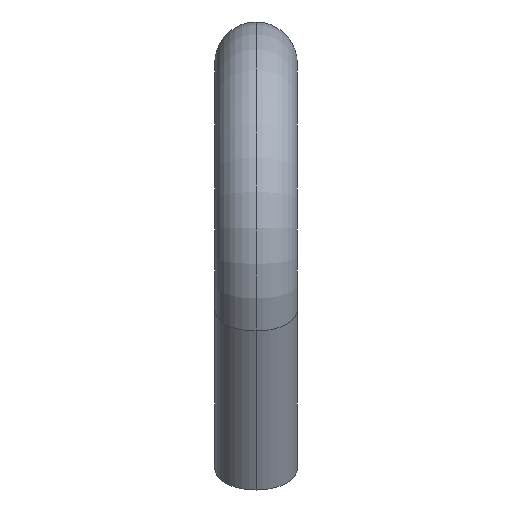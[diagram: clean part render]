
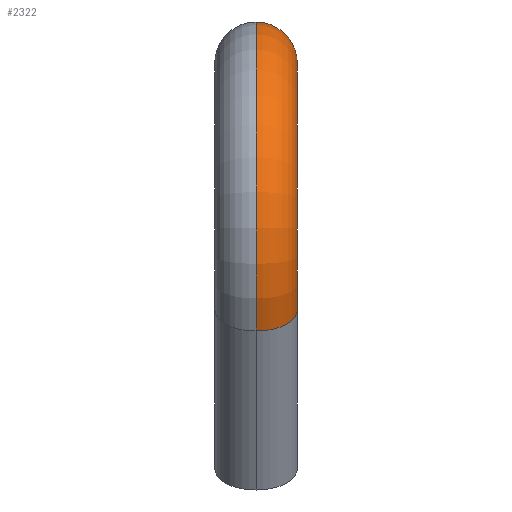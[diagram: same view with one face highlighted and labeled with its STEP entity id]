
A CAD part, top view. The second image highlights one B-rep face of the part: STEP entity #2322.
In plain terms, the highlighted toroidal (fillet/blend) face has major radius 1 mm and minor radius 0.25 mm.
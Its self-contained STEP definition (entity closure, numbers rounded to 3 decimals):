
#634 = CARTESIAN_POINT ( 'NONE',  ( 0., -1., 1.079 ) ) ;
#645 = DIRECTION ( 'NONE',  ( 1., 0., 0. ) ) ;
#646 = DIRECTION ( 'NONE',  ( 0., 0., -1. ) ) ;
#1228 = FACE_OUTER_BOUND ( 'NONE', #3005, .T. ) ;
#1235 = TOROIDAL_SURFACE ( 'NONE', #2516, 1., 0.25 ) ;
#1268 = CIRCLE ( 'NONE', #2488, 0.75 ) ;
#1313 = CIRCLE ( 'NONE', #2477, 1.25 ) ;
#1342 = CIRCLE ( 'NONE', #2469, 0.25 ) ;
#1367 = CIRCLE ( 'NONE', #2464, 0.25 ) ;
#1390 = CIRCLE ( 'NONE', #2451, 0.25 ) ;
#2322 = ADVANCED_FACE ( 'NONE', ( #1228 ), #1235, .T. ) ;
#2451 = AXIS2_PLACEMENT_3D ( 'NONE', #4592, #4593, #4594 ) ;
#2464 = AXIS2_PLACEMENT_3D ( 'NONE', #4474, #4475, #4476 ) ;
#2469 = AXIS2_PLACEMENT_3D ( 'NONE', #4405, #4406, #4407 ) ;
#2477 = AXIS2_PLACEMENT_3D ( 'NONE', #4341, #4342, #4343 ) ;
#2488 = AXIS2_PLACEMENT_3D ( 'NONE', #4242, #4243, #4244 ) ;
#2516 = AXIS2_PLACEMENT_3D ( 'NONE', #634, #645, #646 ) ;
#2671 = EDGE_CURVE ( 'NONE', #3402, #3462, #1268, .T. ) ;
#2696 = EDGE_CURVE ( 'NONE', #3455, #3397, #1313, .T. ) ;
#2717 = EDGE_CURVE ( 'NONE', #3455, #3457, #1342, .T. ) ;
#2740 = EDGE_CURVE ( 'NONE', #3397, #3462, #1367, .T. ) ;
#2772 = EDGE_CURVE ( 'NONE', #3457, #3402, #1390, .T. ) ;
#2928 = ORIENTED_EDGE ( 'NONE', *, *, #2772, .F. ) ;
#2929 = ORIENTED_EDGE ( 'NONE', *, *, #2671, .F. ) ;
#2930 = ORIENTED_EDGE ( 'NONE', *, *, #2740, .T. ) ;
#2931 = ORIENTED_EDGE ( 'NONE', *, *, #2717, .F. ) ;
#2932 = ORIENTED_EDGE ( 'NONE', *, *, #2696, .T. ) ;
#3005 = EDGE_LOOP ( 'NONE', ( #2931, #2932, #2930, #2929, #2928 ) ) ;
#3397 = VERTEX_POINT ( 'NONE', #4916 ) ;
#3402 = VERTEX_POINT ( 'NONE', #4921 ) ;
#3455 = VERTEX_POINT ( 'NONE', #4973 ) ;
#3457 = VERTEX_POINT ( 'NONE', #4975 ) ;
#3462 = VERTEX_POINT ( 'NONE', #4980 ) ;
#4242 = CARTESIAN_POINT ( 'NONE',  ( 0., -1., 1.079 ) ) ;
#4243 = DIRECTION ( 'NONE',  ( 1., 0., 0. ) ) ;
#4244 = DIRECTION ( 'NONE',  ( 0., 1., 0. ) ) ;
#4341 = CARTESIAN_POINT ( 'NONE',  ( 0., -1., 1.079 ) ) ;
#4342 = DIRECTION ( 'NONE',  ( 1., 0., 0. ) ) ;
#4343 = DIRECTION ( 'NONE',  ( 0., 1., 0. ) ) ;
#4405 = CARTESIAN_POINT ( 'NONE',  ( 0., 0., 1.079 ) ) ;
#4406 = DIRECTION ( 'NONE',  ( 0., 0., -1. ) ) ;
#4407 = DIRECTION ( 'NONE',  ( -1., 0., 0. ) ) ;
#4474 = CARTESIAN_POINT ( 'NONE',  ( 0., -1.502, 1.944 ) ) ;
#4475 = DIRECTION ( 'NONE',  ( 0., 0.865, 0.502 ) ) ;
#4476 = DIRECTION ( 'NONE',  ( -1., 0., 0. ) ) ;
#4592 = CARTESIAN_POINT ( 'NONE',  ( 0., 0., 1.079 ) ) ;
#4593 = DIRECTION ( 'NONE',  ( 0., 0., -1. ) ) ;
#4594 = DIRECTION ( 'NONE',  ( -1., 0., 0. ) ) ;
#4916 = CARTESIAN_POINT ( 'NONE',  ( 0., -1.627, 2.16 ) ) ;
#4921 = CARTESIAN_POINT ( 'NONE',  ( 0., -0.25, 1.079 ) ) ;
#4973 = CARTESIAN_POINT ( 'NONE',  ( 0., 0.25, 1.079 ) ) ;
#4975 = CARTESIAN_POINT ( 'NONE',  ( 0.25, 0., 1.079 ) ) ;
#4980 = CARTESIAN_POINT ( 'NONE',  ( 0., -1.376, 1.727 ) ) ;
